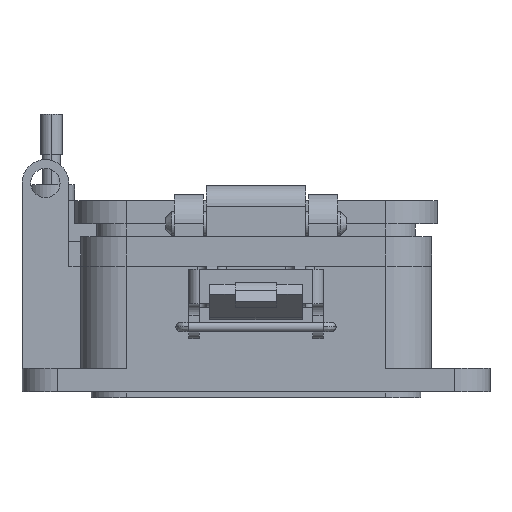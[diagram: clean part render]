
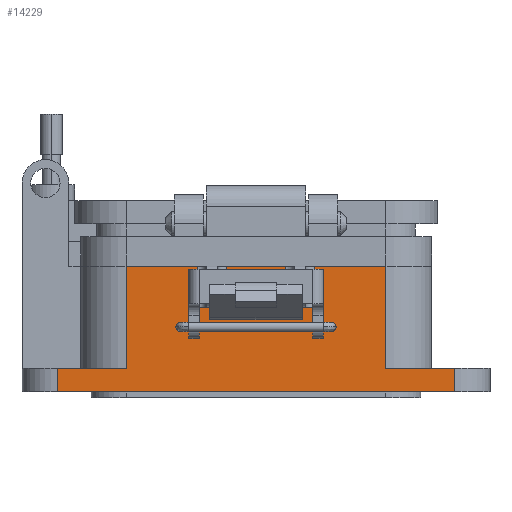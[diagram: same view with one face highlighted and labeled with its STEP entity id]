
A CAD part, front view. The second image highlights one B-rep face of the part: STEP entity #14229.
In plain terms, the highlighted planar face has unit normal (0, -1, 0).
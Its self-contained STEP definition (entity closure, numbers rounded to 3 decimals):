
#13 = EDGE_CURVE ( 'NONE', #43284, #14555, #41063, .T. ) ;
#228 = VERTEX_POINT ( 'NONE', #12884 ) ;
#465 = ORIENTED_EDGE ( 'NONE', *, *, #57037, .T. ) ;
#608 = LINE ( 'NONE', #37342, #48525 ) ;
#1105 = VECTOR ( 'NONE', #10969, 1000. ) ;
#1352 = VECTOR ( 'NONE', #3336, 1000. ) ;
#1378 = VERTEX_POINT ( 'NONE', #42200 ) ;
#1636 = VECTOR ( 'NONE', #45740, 1000. ) ;
#1670 = CARTESIAN_POINT ( 'NONE',  ( -5.036, -15.056, -21.654 ) ) ;
#1941 = VERTEX_POINT ( 'NONE', #31396 ) ;
#2108 = ORIENTED_EDGE ( 'NONE', *, *, #17633, .T. ) ;
#2777 = LINE ( 'NONE', #31000, #50721 ) ;
#2989 = VERTEX_POINT ( 'NONE', #7371 ) ;
#3289 = VECTOR ( 'NONE', #58453, 1000. ) ;
#3336 = DIRECTION ( 'NONE',  ( 0., 0., -1. ) ) ;
#3727 = EDGE_CURVE ( 'NONE', #35079, #50103, #47882, .T. ) ;
#4418 = CARTESIAN_POINT ( 'NONE',  ( 10.071, -15.056, -28.704 ) ) ;
#4606 = CARTESIAN_POINT ( 'NONE',  ( 10.071, -15.056, -21.654 ) ) ;
#5040 = DIRECTION ( 'NONE',  ( -1., 0., 0. ) ) ;
#5442 = VECTOR ( 'NONE', #53300, 1000. ) ;
#6027 = CARTESIAN_POINT ( 'NONE',  ( 10.071, -15.056, -39.279 ) ) ;
#6311 = CARTESIAN_POINT ( 'NONE',  ( 0., -15.056, -43.307 ) ) ;
#7067 = VERTEX_POINT ( 'NONE', #1670 ) ;
#7371 = CARTESIAN_POINT ( 'NONE',  ( 10.071, -15.056, -21.654 ) ) ;
#7608 = DIRECTION ( 'NONE',  ( 0., 0., 1. ) ) ;
#7728 = CARTESIAN_POINT ( 'NONE',  ( 10.071, -15.056, -21.654 ) ) ;
#7759 = CARTESIAN_POINT ( 'NONE',  ( 5.036, -15.056, -21.654 ) ) ;
#7836 = LINE ( 'NONE', #6027, #55855 ) ;
#8627 = LINE ( 'NONE', #4606, #59575 ) ;
#8662 = LINE ( 'NONE', #26034, #56689 ) ;
#9375 = EDGE_CURVE ( 'NONE', #2989, #35079, #2777, .T. ) ;
#9392 = EDGE_CURVE ( 'NONE', #52042, #32658, #39830, .T. ) ;
#9611 = CARTESIAN_POINT ( 'NONE',  ( 22.358, -15.056, -21.654 ) ) ;
#9877 = ORIENTED_EDGE ( 'NONE', *, *, #34915, .T. ) ;
#10969 = DIRECTION ( 'NONE',  ( 1., 0., 0. ) ) ;
#11053 = ORIENTED_EDGE ( 'NONE', *, *, #42204, .T. ) ;
#11917 = EDGE_CURVE ( 'NONE', #7067, #23936, #29894, .T. ) ;
#11949 = CARTESIAN_POINT ( 'NONE',  ( 10.071, -15.056, -21.654 ) ) ;
#12268 = VECTOR ( 'NONE', #36936, 1000. ) ;
#12274 = ORIENTED_EDGE ( 'NONE', *, *, #21885, .T. ) ;
#12300 = VERTEX_POINT ( 'NONE', #7759 ) ;
#12440 = DIRECTION ( 'NONE',  ( 1., 0., 0. ) ) ;
#12676 = CARTESIAN_POINT ( 'NONE',  ( 34.243, -15.056, -43.307 ) ) ;
#12884 = CARTESIAN_POINT ( 'NONE',  ( 34.243, -15.056, -43.307 ) ) ;
#13436 = LINE ( 'NONE', #6311, #1105 ) ;
#13970 = LINE ( 'NONE', #12676, #1636 ) ;
#14229 = ADVANCED_FACE ( 'NONE', ( #20535 ), #49393, .T. ) ;
#14555 = VERTEX_POINT ( 'NONE', #57279 ) ;
#14816 = VECTOR ( 'NONE', #25840, 1000. ) ;
#14944 = CARTESIAN_POINT ( 'NONE',  ( 10.071, -15.056, -28.704 ) ) ;
#15599 = ORIENTED_EDGE ( 'NONE', *, *, #9392, .T. ) ;
#15660 = LINE ( 'NONE', #11949, #3289 ) ;
#16437 = AXIS2_PLACEMENT_3D ( 'NONE', #7728, #40238, #12440 ) ;
#17562 = LINE ( 'NONE', #58108, #29913 ) ;
#17633 = EDGE_CURVE ( 'NONE', #1941, #52042, #39240, .T. ) ;
#20045 = ORIENTED_EDGE ( 'NONE', *, *, #50850, .F. ) ;
#20535 = FACE_OUTER_BOUND ( 'NONE', #40517, .T. ) ;
#21860 = CARTESIAN_POINT ( 'NONE',  ( -10.071, -15.056, -28.704 ) ) ;
#21885 = EDGE_CURVE ( 'NONE', #48497, #1378, #8662, .T. ) ;
#23936 = VERTEX_POINT ( 'NONE', #50546 ) ;
#24315 = LINE ( 'NONE', #26070, #33732 ) ;
#25471 = EDGE_CURVE ( 'NONE', #23936, #60293, #608, .T. ) ;
#25594 = DIRECTION ( 'NONE',  ( 0., 0., 1. ) ) ;
#25840 = DIRECTION ( 'NONE',  ( 0., 0., -1. ) ) ;
#26034 = CARTESIAN_POINT ( 'NONE',  ( 10.071, -15.056, -21.654 ) ) ;
#26070 = CARTESIAN_POINT ( 'NONE',  ( -10.071, -15.056, -21.654 ) ) ;
#26860 = VECTOR ( 'NONE', #32582, 1000. ) ;
#27625 = ORIENTED_EDGE ( 'NONE', *, *, #25471, .T. ) ;
#27898 = CARTESIAN_POINT ( 'NONE',  ( 10.071, -15.056, -39.279 ) ) ;
#29774 = ORIENTED_EDGE ( 'NONE', *, *, #36411, .T. ) ;
#29894 = LINE ( 'NONE', #32584, #51662 ) ;
#29913 = VECTOR ( 'NONE', #25594, 1000. ) ;
#30147 = EDGE_CURVE ( 'NONE', #32658, #228, #13436, .T. ) ;
#31000 = CARTESIAN_POINT ( 'NONE',  ( 10.071, -15.056, -21.654 ) ) ;
#31190 = CARTESIAN_POINT ( 'NONE',  ( -34.243, -15.056, -21.654 ) ) ;
#31396 = CARTESIAN_POINT ( 'NONE',  ( -22.358, -15.056, -39.279 ) ) ;
#32582 = DIRECTION ( 'NONE',  ( -1., 0., 0. ) ) ;
#32584 = CARTESIAN_POINT ( 'NONE',  ( -5.036, -15.056, -21.654 ) ) ;
#32658 = VERTEX_POINT ( 'NONE', #42571 ) ;
#32772 = DIRECTION ( 'NONE',  ( 0., 0., -1. ) ) ;
#33732 = VECTOR ( 'NONE', #7608, 1000. ) ;
#34915 = EDGE_CURVE ( 'NONE', #14555, #2989, #8627, .T. ) ;
#35079 = VERTEX_POINT ( 'NONE', #14944 ) ;
#36411 = EDGE_CURVE ( 'NONE', #12300, #7067, #15660, .T. ) ;
#36936 = DIRECTION ( 'NONE',  ( -1., 0., 0. ) ) ;
#37342 = CARTESIAN_POINT ( 'NONE',  ( 10.071, -15.056, -28.704 ) ) ;
#37664 = ORIENTED_EDGE ( 'NONE', *, *, #55411, .T. ) ;
#37979 = VERTEX_POINT ( 'NONE', #58151 ) ;
#38351 = EDGE_CURVE ( 'NONE', #50103, #12300, #17562, .T. ) ;
#38497 = DIRECTION ( 'NONE',  ( -1., 0., 0. ) ) ;
#39240 = LINE ( 'NONE', #27898, #26860 ) ;
#39830 = LINE ( 'NONE', #31190, #1352 ) ;
#39856 = ORIENTED_EDGE ( 'NONE', *, *, #9375, .T. ) ;
#40238 = DIRECTION ( 'NONE',  ( 0., -1., 0. ) ) ;
#40517 = EDGE_LOOP ( 'NONE', ( #9877, #39856, #57667, #51756, #29774, #50352, #27625, #465, #12274, #11053, #2108, #15599, #49711, #20045, #37664, #43151 ) ) ;
#41063 = LINE ( 'NONE', #9611, #5442 ) ;
#42200 = CARTESIAN_POINT ( 'NONE',  ( -22.358, -15.056, -21.654 ) ) ;
#42204 = EDGE_CURVE ( 'NONE', #1378, #1941, #51852, .T. ) ;
#42571 = CARTESIAN_POINT ( 'NONE',  ( -34.243, -15.056, -43.307 ) ) ;
#43151 = ORIENTED_EDGE ( 'NONE', *, *, #13, .T. ) ;
#43284 = VERTEX_POINT ( 'NONE', #50101 ) ;
#45740 = DIRECTION ( 'NONE',  ( 0., 0., -1. ) ) ;
#47882 = LINE ( 'NONE', #4418, #12268 ) ;
#48497 = VERTEX_POINT ( 'NONE', #59683 ) ;
#48525 = VECTOR ( 'NONE', #5040, 1000. ) ;
#48823 = CARTESIAN_POINT ( 'NONE',  ( -22.358, -15.056, -21.654 ) ) ;
#49393 = PLANE ( 'NONE',  #16437 ) ;
#49423 = DIRECTION ( 'NONE',  ( -1., 0., 0. ) ) ;
#49711 = ORIENTED_EDGE ( 'NONE', *, *, #30147, .T. ) ;
#50101 = CARTESIAN_POINT ( 'NONE',  ( 22.358, -15.056, -39.279 ) ) ;
#50103 = VERTEX_POINT ( 'NONE', #53182 ) ;
#50352 = ORIENTED_EDGE ( 'NONE', *, *, #11917, .T. ) ;
#50546 = CARTESIAN_POINT ( 'NONE',  ( -5.036, -15.056, -28.704 ) ) ;
#50721 = VECTOR ( 'NONE', #58841, 1000. ) ;
#50850 = EDGE_CURVE ( 'NONE', #37979, #228, #13970, .T. ) ;
#50891 = DIRECTION ( 'NONE',  ( -1., 0., 0. ) ) ;
#51662 = VECTOR ( 'NONE', #32772, 1000. ) ;
#51756 = ORIENTED_EDGE ( 'NONE', *, *, #38351, .T. ) ;
#51852 = LINE ( 'NONE', #48823, #14816 ) ;
#52042 = VERTEX_POINT ( 'NONE', #54747 ) ;
#53182 = CARTESIAN_POINT ( 'NONE',  ( 5.036, -15.056, -28.704 ) ) ;
#53300 = DIRECTION ( 'NONE',  ( 0., 0., 1. ) ) ;
#54747 = CARTESIAN_POINT ( 'NONE',  ( -34.243, -15.056, -39.279 ) ) ;
#55411 = EDGE_CURVE ( 'NONE', #37979, #43284, #7836, .T. ) ;
#55855 = VECTOR ( 'NONE', #38497, 1000. ) ;
#56689 = VECTOR ( 'NONE', #49423, 1000. ) ;
#57037 = EDGE_CURVE ( 'NONE', #60293, #48497, #24315, .T. ) ;
#57279 = CARTESIAN_POINT ( 'NONE',  ( 22.358, -15.056, -21.654 ) ) ;
#57667 = ORIENTED_EDGE ( 'NONE', *, *, #3727, .T. ) ;
#58108 = CARTESIAN_POINT ( 'NONE',  ( 5.036, -15.056, -21.654 ) ) ;
#58151 = CARTESIAN_POINT ( 'NONE',  ( 34.243, -15.056, -39.279 ) ) ;
#58453 = DIRECTION ( 'NONE',  ( -1., 0., 0. ) ) ;
#58841 = DIRECTION ( 'NONE',  ( 0., 0., -1. ) ) ;
#59575 = VECTOR ( 'NONE', #50891, 1000. ) ;
#59683 = CARTESIAN_POINT ( 'NONE',  ( -10.071, -15.056, -21.654 ) ) ;
#60293 = VERTEX_POINT ( 'NONE', #21860 ) ;
